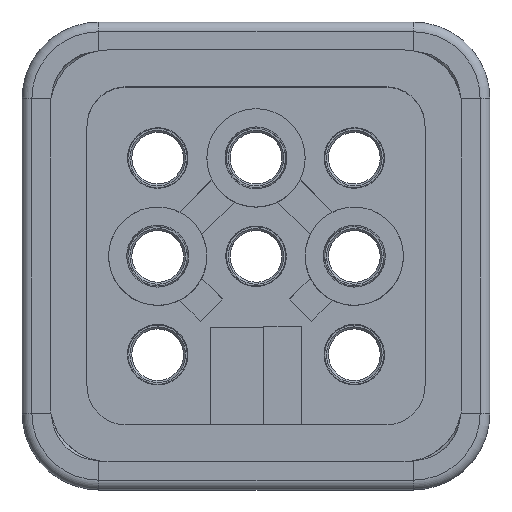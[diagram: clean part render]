
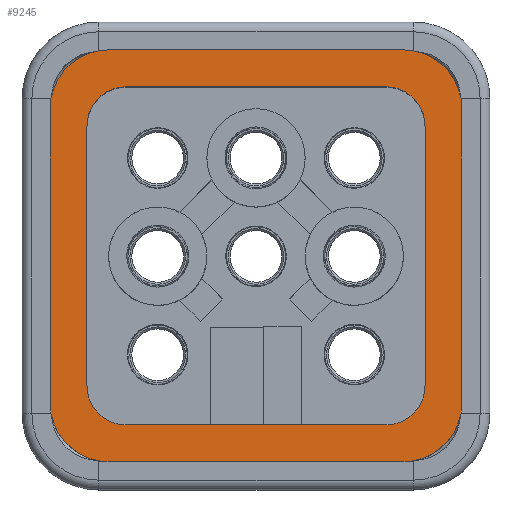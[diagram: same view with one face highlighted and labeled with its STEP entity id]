
A CAD part, top view. The second image highlights one B-rep face of the part: STEP entity #9245.
In plain terms, the highlighted planar face has unit normal (0, 0, 1).
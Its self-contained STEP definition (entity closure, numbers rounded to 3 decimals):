
#312=AXIS2_PLACEMENT_3D('Circle Axis2P3D',#310,#311,$) ;
#343=AXIS2_PLACEMENT_3D('Circle Axis2P3D',#341,#342,$) ;
#405=AXIS2_PLACEMENT_3D('Circle Axis2P3D',#403,#404,$) ;
#467=AXIS2_PLACEMENT_3D('Circle Axis2P3D',#465,#466,$) ;
#8468=AXIS2_PLACEMENT_3D('Circle Axis2P3D',#8466,#8467,$) ;
#8713=AXIS2_PLACEMENT_3D('Circle Axis2P3D',#8711,#8712,$) ;
#8958=AXIS2_PLACEMENT_3D('Circle Axis2P3D',#8956,#8957,$) ;
#9218=AXIS2_PLACEMENT_3D('Plane Axis2P3D',#9215,#9216,#9217) ;
#9222=AXIS2_PLACEMENT_3D('Circle Axis2P3D',#9220,#9221,$) ;
#219=CARTESIAN_POINT('Vertex',(5.3,3.3,31.5)) ;
#222=CARTESIAN_POINT('Line Origine',(11.9,3.3,31.5)) ;
#226=CARTESIAN_POINT('Vertex',(18.5,3.3,31.5)) ;
#310=CARTESIAN_POINT('Axis2P3D Location',(18.5,5.3,31.5)) ;
#314=CARTESIAN_POINT('Vertex',(20.5,5.3,31.5)) ;
#341=CARTESIAN_POINT('Axis2P3D Location',(5.3,5.3,31.5)) ;
#345=CARTESIAN_POINT('Vertex',(3.3,5.3,31.5)) ;
#372=CARTESIAN_POINT('Line Origine',(20.5,11.9,31.5)) ;
#376=CARTESIAN_POINT('Vertex',(20.5,18.5,31.5)) ;
#403=CARTESIAN_POINT('Axis2P3D Location',(18.5,18.5,31.5)) ;
#407=CARTESIAN_POINT('Vertex',(18.5,20.5,31.5)) ;
#434=CARTESIAN_POINT('Line Origine',(11.9,20.5,31.5)) ;
#438=CARTESIAN_POINT('Vertex',(5.3,20.5,31.5)) ;
#465=CARTESIAN_POINT('Axis2P3D Location',(5.3,18.5,31.5)) ;
#469=CARTESIAN_POINT('Vertex',(3.3,18.5,31.5)) ;
#496=CARTESIAN_POINT('Line Origine',(3.3,11.9,31.5)) ;
#8463=CARTESIAN_POINT('Vertex',(4.425,1.425,31.5)) ;
#8466=CARTESIAN_POINT('Axis2P3D Location',(4.425,4.425,31.5)) ;
#8470=CARTESIAN_POINT('Vertex',(1.425,4.425,31.5)) ;
#8629=CARTESIAN_POINT('Line Origine',(1.425,11.9,31.5)) ;
#8633=CARTESIAN_POINT('Vertex',(1.425,19.375,31.5)) ;
#8711=CARTESIAN_POINT('Axis2P3D Location',(4.425,19.375,31.5)) ;
#8715=CARTESIAN_POINT('Vertex',(4.425,22.375,31.5)) ;
#8874=CARTESIAN_POINT('Line Origine',(11.9,22.375,31.5)) ;
#8878=CARTESIAN_POINT('Vertex',(19.375,22.375,31.5)) ;
#8956=CARTESIAN_POINT('Axis2P3D Location',(19.375,19.375,31.5)) ;
#8960=CARTESIAN_POINT('Vertex',(22.375,19.375,31.5)) ;
#9123=CARTESIAN_POINT('Vertex',(19.375,1.425,31.5)) ;
#9128=CARTESIAN_POINT('Line Origine',(11.9,1.425,31.5)) ;
#9167=CARTESIAN_POINT('Line Origine',(22.375,11.9,31.5)) ;
#9171=CARTESIAN_POINT('Vertex',(22.375,4.425,31.5)) ;
#9215=CARTESIAN_POINT('Axis2P3D Location',(11.9,11.9,31.5)) ;
#9220=CARTESIAN_POINT('Axis2P3D Location',(19.375,4.425,31.5)) ;
#223=DIRECTION('Vector Direction',(1.,0.,0.)) ;
#311=DIRECTION('Axis2P3D Direction',(0.,0.,1.)) ;
#342=DIRECTION('Axis2P3D Direction',(0.,0.,1.)) ;
#373=DIRECTION('Vector Direction',(0.,1.,0.)) ;
#404=DIRECTION('Axis2P3D Direction',(0.,0.,1.)) ;
#435=DIRECTION('Vector Direction',(-1.,0.,0.)) ;
#466=DIRECTION('Axis2P3D Direction',(0.,0.,1.)) ;
#497=DIRECTION('Vector Direction',(0.,-1.,0.)) ;
#8467=DIRECTION('Axis2P3D Direction',(0.,0.,-1.)) ;
#8630=DIRECTION('Vector Direction',(0.,1.,0.)) ;
#8712=DIRECTION('Axis2P3D Direction',(0.,0.,-1.)) ;
#8875=DIRECTION('Vector Direction',(1.,0.,0.)) ;
#8957=DIRECTION('Axis2P3D Direction',(0.,0.,-1.)) ;
#9129=DIRECTION('Vector Direction',(-1.,0.,0.)) ;
#9168=DIRECTION('Vector Direction',(0.,-1.,0.)) ;
#9216=DIRECTION('Axis2P3D Direction',(0.,0.,1.)) ;
#9217=DIRECTION('Axis2P3D XDirection',(0.,-1.,0.)) ;
#9221=DIRECTION('Axis2P3D Direction',(0.,0.,1.)) ;
#224=VECTOR('Line Direction',#223,1.) ;
#374=VECTOR('Line Direction',#373,1.) ;
#436=VECTOR('Line Direction',#435,1.) ;
#498=VECTOR('Line Direction',#497,1.) ;
#8631=VECTOR('Line Direction',#8630,1.) ;
#8876=VECTOR('Line Direction',#8875,1.) ;
#9130=VECTOR('Line Direction',#9129,1.) ;
#9169=VECTOR('Line Direction',#9168,1.) ;
#9226=ORIENTED_EDGE('',*,*,#9173,.T.) ;
#9227=ORIENTED_EDGE('',*,*,#8962,.F.) ;
#9228=ORIENTED_EDGE('',*,*,#8880,.T.) ;
#9229=ORIENTED_EDGE('',*,*,#8717,.F.) ;
#9230=ORIENTED_EDGE('',*,*,#8635,.T.) ;
#9231=ORIENTED_EDGE('',*,*,#8472,.F.) ;
#9232=ORIENTED_EDGE('',*,*,#9132,.T.) ;
#9233=ORIENTED_EDGE('',*,*,#9224,.F.) ;
#9236=ORIENTED_EDGE('',*,*,#440,.F.) ;
#9237=ORIENTED_EDGE('',*,*,#409,.F.) ;
#9238=ORIENTED_EDGE('',*,*,#378,.F.) ;
#9239=ORIENTED_EDGE('',*,*,#316,.F.) ;
#9240=ORIENTED_EDGE('',*,*,#228,.F.) ;
#9241=ORIENTED_EDGE('',*,*,#347,.F.) ;
#9242=ORIENTED_EDGE('',*,*,#500,.F.) ;
#9243=ORIENTED_EDGE('',*,*,#471,.F.) ;
#9244=FACE_BOUND('',#9235,.T.) ;
#9245=ADVANCED_FACE('Hauptk\X2\00F6\X0\rper',(#9234,#9244),#9219,.T.) ;
#313=CIRCLE('generated circle',#312,2.) ;
#344=CIRCLE('generated circle',#343,2.) ;
#406=CIRCLE('generated circle',#405,2.) ;
#468=CIRCLE('generated circle',#467,2.) ;
#8469=CIRCLE('generated circle',#8468,3.) ;
#8714=CIRCLE('generated circle',#8713,3.) ;
#8959=CIRCLE('generated circle',#8958,3.) ;
#9223=CIRCLE('generated circle',#9222,3.) ;
#228=EDGE_CURVE('',#220,#227,#225,.T.) ;
#316=EDGE_CURVE('',#227,#315,#313,.T.) ;
#347=EDGE_CURVE('',#346,#220,#344,.T.) ;
#378=EDGE_CURVE('',#315,#377,#375,.T.) ;
#409=EDGE_CURVE('',#377,#408,#406,.T.) ;
#440=EDGE_CURVE('',#408,#439,#437,.T.) ;
#471=EDGE_CURVE('',#439,#470,#468,.T.) ;
#500=EDGE_CURVE('',#470,#346,#499,.T.) ;
#8472=EDGE_CURVE('',#8464,#8471,#8469,.T.) ;
#8635=EDGE_CURVE('',#8634,#8471,#8632,.F.) ;
#8717=EDGE_CURVE('',#8634,#8716,#8714,.T.) ;
#8880=EDGE_CURVE('',#8879,#8716,#8877,.F.) ;
#8962=EDGE_CURVE('',#8879,#8961,#8959,.T.) ;
#9132=EDGE_CURVE('',#8464,#9124,#9131,.F.) ;
#9173=EDGE_CURVE('',#9172,#8961,#9170,.F.) ;
#9224=EDGE_CURVE('',#9172,#9124,#9223,.F.) ;
#9225=EDGE_LOOP('',(#9226,#9227,#9228,#9229,#9230,#9231,#9232,#9233)) ;
#9235=EDGE_LOOP('',(#9236,#9237,#9238,#9239,#9240,#9241,#9242,#9243)) ;
#9234=FACE_OUTER_BOUND('',#9225,.T.) ;
#225=LINE('Line',#222,#224) ;
#375=LINE('Line',#372,#374) ;
#437=LINE('Line',#434,#436) ;
#499=LINE('Line',#496,#498) ;
#8632=LINE('Line',#8629,#8631) ;
#8877=LINE('Line',#8874,#8876) ;
#9131=LINE('Line',#9128,#9130) ;
#9170=LINE('Line',#9167,#9169) ;
#9219=PLANE('',#9218) ;
#220=VERTEX_POINT('',#219) ;
#227=VERTEX_POINT('',#226) ;
#315=VERTEX_POINT('',#314) ;
#346=VERTEX_POINT('',#345) ;
#377=VERTEX_POINT('',#376) ;
#408=VERTEX_POINT('',#407) ;
#439=VERTEX_POINT('',#438) ;
#470=VERTEX_POINT('',#469) ;
#8464=VERTEX_POINT('',#8463) ;
#8471=VERTEX_POINT('',#8470) ;
#8634=VERTEX_POINT('',#8633) ;
#8716=VERTEX_POINT('',#8715) ;
#8879=VERTEX_POINT('',#8878) ;
#8961=VERTEX_POINT('',#8960) ;
#9124=VERTEX_POINT('',#9123) ;
#9172=VERTEX_POINT('',#9171) ;
